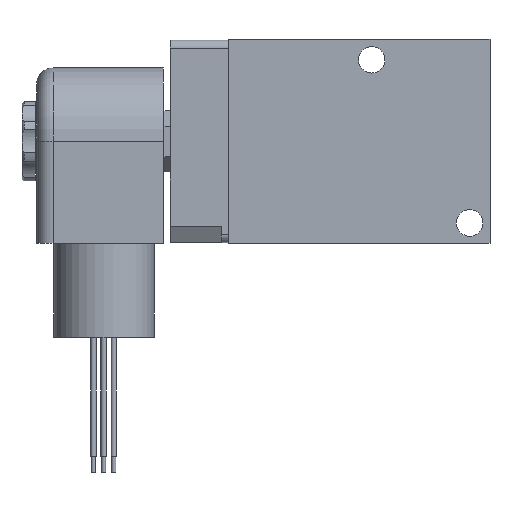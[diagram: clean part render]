
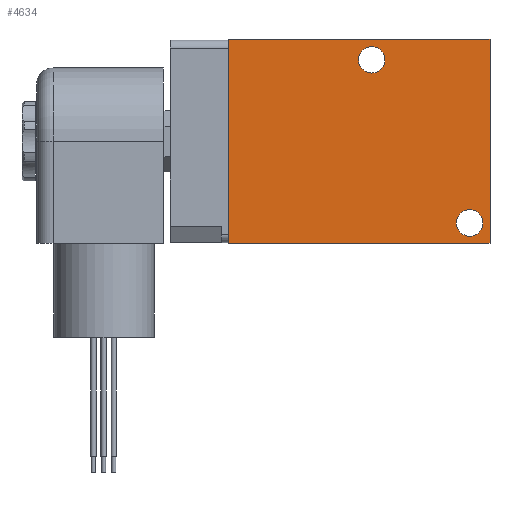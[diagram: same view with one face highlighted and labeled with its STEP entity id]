
A CAD part, left-side view. The second image highlights one B-rep face of the part: STEP entity #4634.
In plain terms, the highlighted planar face has unit normal (-1, 0, 0).
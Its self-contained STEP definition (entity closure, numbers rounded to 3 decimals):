
#251=PLANE('',#5470);
#446=CIRCLE('',#5465,3.25);
#448=CIRCLE('',#5468,3.25);
#878=ORIENTED_EDGE('',*,*,#2164,.T.);
#879=ORIENTED_EDGE('',*,*,#2162,.T.);
#880=ORIENTED_EDGE('',*,*,#2135,.F.);
#881=ORIENTED_EDGE('',*,*,#2101,.F.);
#882=ORIENTED_EDGE('',*,*,#2159,.F.);
#883=ORIENTED_EDGE('',*,*,#2156,.F.);
#2101=EDGE_CURVE('',#2744,#2745,#3209,.T.);
#2135=EDGE_CURVE('',#2745,#2771,#3221,.T.);
#2156=EDGE_CURVE('',#2771,#2791,#3230,.T.);
#2159=EDGE_CURVE('',#2791,#2744,#3233,.T.);
#2162=EDGE_CURVE('',#2794,#2794,#446,.T.);
#2164=EDGE_CURVE('',#2796,#2796,#448,.T.);
#2744=VERTEX_POINT('',#7646);
#2745=VERTEX_POINT('',#7647);
#2771=VERTEX_POINT('',#7730);
#2791=VERTEX_POINT('',#7772);
#2794=VERTEX_POINT('',#7783);
#2796=VERTEX_POINT('',#7788);
#3209=LINE('',#7645,#3446);
#3221=LINE('',#7729,#3458);
#3230=LINE('',#7771,#3467);
#3233=LINE('',#7777,#3470);
#3446=VECTOR('',#6155,1000.);
#3458=VECTOR('',#6209,1000.);
#3467=VECTOR('',#6244,1000.);
#3470=VECTOR('',#6249,1000.);
#3664=EDGE_LOOP('',(#878));
#3665=EDGE_LOOP('',(#879));
#3666=EDGE_LOOP('',(#880,#881,#882,#883));
#4108=FACE_BOUND('',#3664,.T.);
#4109=FACE_BOUND('',#3665,.T.);
#4110=FACE_BOUND('',#3666,.T.);
#4634=ADVANCED_FACE('',(#4108,#4109,#4110),#251,.F.);
#5465=AXIS2_PLACEMENT_3D('',#7782,#6255,#6256);
#5468=AXIS2_PLACEMENT_3D('',#7787,#6261,#6262);
#5470=AXIS2_PLACEMENT_3D('',#7790,#6265,#6266);
#6155=DIRECTION('',(0.,1.,0.));
#6209=DIRECTION('',(0.,0.,1.));
#6244=DIRECTION('',(0.,-1.,0.));
#6249=DIRECTION('',(0.,0.,-1.));
#6255=DIRECTION('',(1.,0.,0.));
#6256=DIRECTION('',(0.,0.,-1.));
#6261=DIRECTION('',(1.,0.,0.));
#6262=DIRECTION('',(0.,0.,-1.));
#6265=DIRECTION('',(1.,0.,0.));
#6266=DIRECTION('',(0.,0.,-1.));
#7645=CARTESIAN_POINT('',(-15.2,0.,-25.));
#7646=CARTESIAN_POINT('',(-15.2,0.,-25.));
#7647=CARTESIAN_POINT('',(-15.2,64.,-25.));
#7729=CARTESIAN_POINT('',(-15.2,64.,-25.));
#7730=CARTESIAN_POINT('',(-15.2,64.,25.));
#7771=CARTESIAN_POINT('',(-15.2,64.,25.));
#7772=CARTESIAN_POINT('',(-15.2,0.,25.));
#7777=CARTESIAN_POINT('',(-15.2,0.,25.));
#7782=CARTESIAN_POINT('',(-15.2,5.,-20.));
#7783=CARTESIAN_POINT('',(-15.2,5.,-23.25));
#7787=CARTESIAN_POINT('',(-15.2,29.,20.));
#7788=CARTESIAN_POINT('',(-15.2,29.,16.75));
#7790=CARTESIAN_POINT('',(-15.2,0.,0.));
